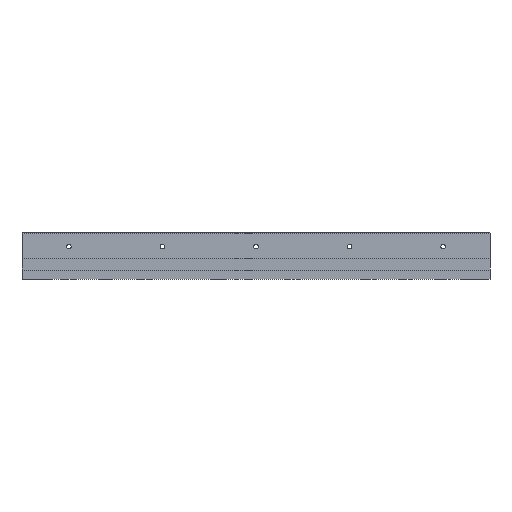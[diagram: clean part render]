
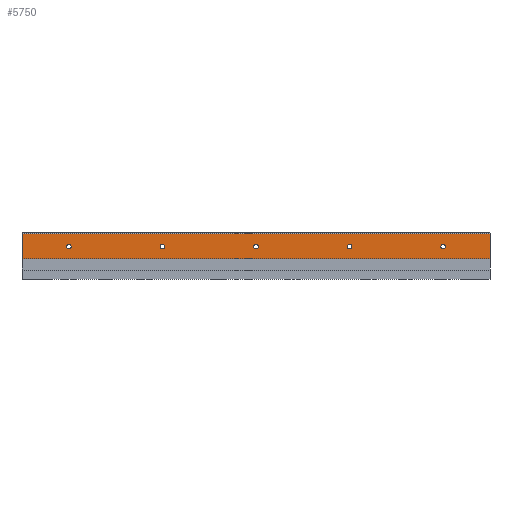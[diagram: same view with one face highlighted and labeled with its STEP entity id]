
A CAD part, left-side view. The second image highlights one B-rep face of the part: STEP entity #5750.
In plain terms, the highlighted planar face has unit normal (-1, 0, 0).
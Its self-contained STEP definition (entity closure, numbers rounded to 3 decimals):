
#5750 = ADVANCED_FACE( '', ( #11962, #11963, #11964, #11965, #11966, #11967 ), #11968, .F. );
#11962 = FACE_BOUND( '', #18593, .T. );
#11963 = FACE_BOUND( '', #18594, .T. );
#11964 = FACE_BOUND( '', #18595, .T. );
#11965 = FACE_BOUND( '', #18596, .T. );
#11966 = FACE_BOUND( '', #18597, .T. );
#11967 = FACE_OUTER_BOUND( '', #18598, .T. );
#11968 = PLANE( '', #18599 );
#18593 = EDGE_LOOP( '', ( #37189 ) );
#18594 = EDGE_LOOP( '', ( #37190 ) );
#18595 = EDGE_LOOP( '', ( #37191 ) );
#18596 = EDGE_LOOP( '', ( #37192 ) );
#18597 = EDGE_LOOP( '', ( #37193 ) );
#18598 = EDGE_LOOP( '', ( #37194, #37195, #37196, #37197 ) );
#18599 = AXIS2_PLACEMENT_3D( '', #37198, #37199, #37200 );
#37189 = ORIENTED_EDGE( '', *, *, #49442, .F. );
#37190 = ORIENTED_EDGE( '', *, *, #46951, .F. );
#37191 = ORIENTED_EDGE( '', *, *, #47739, .F. );
#37192 = ORIENTED_EDGE( '', *, *, #47183, .F. );
#37193 = ORIENTED_EDGE( '', *, *, #48909, .F. );
#37194 = ORIENTED_EDGE( '', *, *, #43299, .F. );
#37195 = ORIENTED_EDGE( '', *, *, #46194, .T. );
#37196 = ORIENTED_EDGE( '', *, *, #46995, .T. );
#37197 = ORIENTED_EDGE( '', *, *, #48195, .T. );
#37198 = CARTESIAN_POINT( '', ( -25., -250., 25. ) );
#37199 = DIRECTION( '', ( 1., 0., 0. ) );
#37200 = DIRECTION( '', ( 0., 0., -1. ) );
#43299 = EDGE_CURVE( '', #53320, #53322, #53323, .T. );
#46194 = EDGE_CURVE( '', #53320, #58127, #58129, .T. );
#46951 = EDGE_CURVE( '', #59368, #59368, #59369, .T. );
#46995 = EDGE_CURVE( '', #58127, #59425, #59427, .T. );
#47183 = EDGE_CURVE( '', #59664, #59664, #59665, .T. );
#47739 = EDGE_CURVE( '', #60366, #60366, #60367, .T. );
#48195 = EDGE_CURVE( '', #59425, #53322, #60930, .T. );
#48909 = EDGE_CURVE( '', #61760, #61760, #61761, .T. );
#49442 = EDGE_CURVE( '', #62374, #62374, #62375, .T. );
#53320 = VERTEX_POINT( '', #67718 );
#53322 = VERTEX_POINT( '', #67721 );
#53323 = LINE( '', #67722, #67723 );
#58127 = VERTEX_POINT( '', #75037 );
#58129 = LINE( '', #75040, #75041 );
#59368 = VERTEX_POINT( '', #77008 );
#59369 = CIRCLE( '', #77009, 2.5 );
#59425 = VERTEX_POINT( '', #77096 );
#59427 = LINE( '', #77099, #77100 );
#59664 = VERTEX_POINT( '', #77462 );
#59665 = CIRCLE( '', #77463, 2.5 );
#60366 = VERTEX_POINT( '', #78503 );
#60367 = CIRCLE( '', #78504, 2.5 );
#60930 = LINE( '', #79356, #79357 );
#61760 = VERTEX_POINT( '', #80580 );
#61761 = CIRCLE( '', #80581, 2.5 );
#62374 = VERTEX_POINT( '', #81463 );
#62375 = CIRCLE( '', #81464, 2.5 );
#67718 = CARTESIAN_POINT( '', ( -25., -250., 24. ) );
#67721 = CARTESIAN_POINT( '', ( -25., -250., -3. ) );
#67722 = CARTESIAN_POINT( '', ( -25., -250., 25. ) );
#67723 = VECTOR( '', #83977, 1000. );
#75037 = CARTESIAN_POINT( '', ( -25., 250., 24. ) );
#75040 = CARTESIAN_POINT( '', ( -25., -250., 24. ) );
#75041 = VECTOR( '', #86615, 1000. );
#77008 = CARTESIAN_POINT( '', ( -25., 102.5, 10. ) );
#77009 = AXIS2_PLACEMENT_3D( '', #87347, #87348, #87349 );
#77096 = CARTESIAN_POINT( '', ( -25., 250., -3. ) );
#77099 = CARTESIAN_POINT( '', ( -25., 250., 25. ) );
#77100 = VECTOR( '', #87382, 1000. );
#77462 = CARTESIAN_POINT( '', ( -25., 202.5, 10. ) );
#77463 = AXIS2_PLACEMENT_3D( '', #87511, #87512, #87513 );
#78503 = CARTESIAN_POINT( '', ( -25., -97.5, 10. ) );
#78504 = AXIS2_PLACEMENT_3D( '', #87922, #87923, #87924 );
#79356 = CARTESIAN_POINT( '', ( -25., 250., -3. ) );
#79357 = VECTOR( '', #88226, 1000. );
#80580 = CARTESIAN_POINT( '', ( -25., -197.5, 10. ) );
#80581 = AXIS2_PLACEMENT_3D( '', #88650, #88651, #88652 );
#81463 = CARTESIAN_POINT( '', ( -25., 2.5, 10. ) );
#81464 = AXIS2_PLACEMENT_3D( '', #88958, #88959, #88960 );
#83977 = DIRECTION( '', ( 0., 0., -1. ) );
#86615 = DIRECTION( '', ( 0., 1., 0. ) );
#87347 = CARTESIAN_POINT( '', ( -25., 100., 10. ) );
#87348 = DIRECTION( '', ( -1., 0., 0. ) );
#87349 = DIRECTION( '', ( 0., 1., 0. ) );
#87382 = DIRECTION( '', ( 0., 0., -1. ) );
#87511 = CARTESIAN_POINT( '', ( -25., 200., 10. ) );
#87512 = DIRECTION( '', ( -1., 0., 0. ) );
#87513 = DIRECTION( '', ( 0., 1., 0. ) );
#87922 = CARTESIAN_POINT( '', ( -25., -100., 10. ) );
#87923 = DIRECTION( '', ( -1., 0., 0. ) );
#87924 = DIRECTION( '', ( 0., 1., 0. ) );
#88226 = DIRECTION( '', ( 0., -1., 0. ) );
#88650 = CARTESIAN_POINT( '', ( -25., -200., 10. ) );
#88651 = DIRECTION( '', ( -1., 0., 0. ) );
#88652 = DIRECTION( '', ( 0., 1., 0. ) );
#88958 = CARTESIAN_POINT( '', ( -25., 0., 10. ) );
#88959 = DIRECTION( '', ( -1., 0., 0. ) );
#88960 = DIRECTION( '', ( 0., 1., 0. ) );
